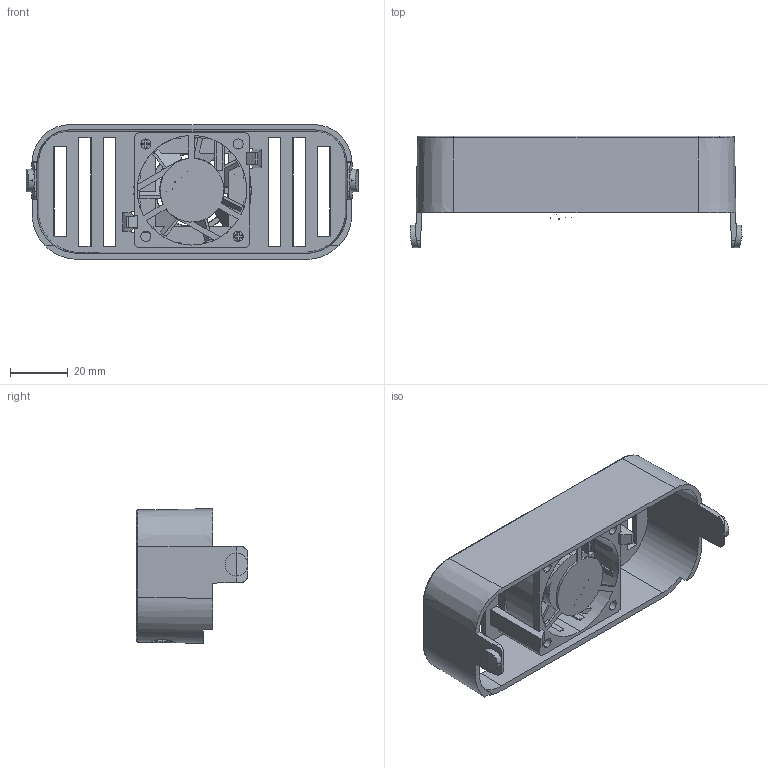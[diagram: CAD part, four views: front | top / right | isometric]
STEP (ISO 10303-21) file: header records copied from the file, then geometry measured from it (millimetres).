
FILE_DESCRIPTION (( 'STEP AP214' ), '1' );
FILE_NAME ('SSW0708900-KVT-2B b1.STEP', '2019-10-07T20:28:17', ( '' ), ( '' ), 'SwSTEP 2.0', 'SolidWorks 2017', '' );
FILE_SCHEMA (( 'AUTOMOTIVE_DESIGN' ));
Length unit declared in the file: inch
Products named in the file (1): SSW0708900-KVT-2B b1
Bounding box: 115.03 x 38.55 x 46.64 mm (x, y, z)
Volume: 31088.8 mm3; surface area: 37451.3 mm2
Topology: 9 solids, 9 shells, 570 faces, 1579 edges, 1019 vertices
Faces by surface type: plane 356, cylinder 144, bspline 36, cone 34
Entity records: 21940 total; most frequent: CARTESIAN_POINT 6378, ORIENTED_EDGE 3158, DIRECTION 2623, EDGE_CURVE 1579, VERTEX_POINT 1019, LINE 983, VECTOR 983, AXIS2_PLACEMENT_3D 820
